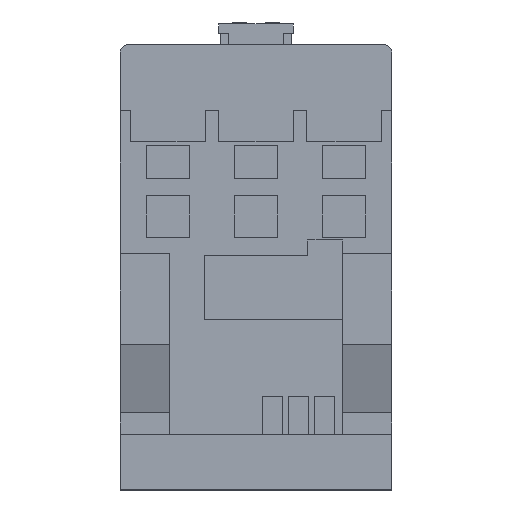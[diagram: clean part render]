
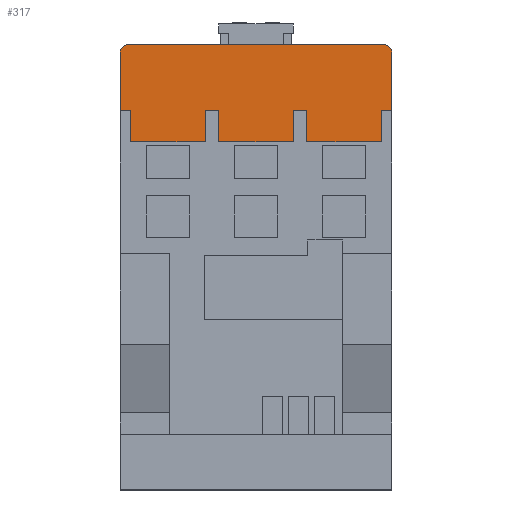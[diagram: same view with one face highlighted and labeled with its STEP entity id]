
A CAD part, front view. The second image highlights one B-rep face of the part: STEP entity #317.
In plain terms, the highlighted planar face has unit normal (0, -1, 0).
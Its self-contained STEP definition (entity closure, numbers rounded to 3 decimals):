
#157=CIRCLE('',#7190,2.);
#158=CIRCLE('',#7191,2.);
#317=ADVANCED_FACE('',(#1014),#684,.T.);
#684=PLANE('',#7192);
#1014=FACE_OUTER_BOUND('',#1416,.T.);
#1416=EDGE_LOOP('',(#2244,#2245,#2246,#2247,#2248,#2249,#2250,#2251,#2252,
#2253,#2254,#2255,#2256,#2257,#2258,#2259,#2260,#2261));
#2244=ORIENTED_EDGE('',*,*,#4407,.T.);
#2245=ORIENTED_EDGE('',*,*,#4772,.T.);
#2246=ORIENTED_EDGE('',*,*,#4439,.F.);
#2247=ORIENTED_EDGE('',*,*,#4773,.F.);
#2248=ORIENTED_EDGE('',*,*,#4774,.F.);
#2249=ORIENTED_EDGE('',*,*,#4775,.F.);
#2250=ORIENTED_EDGE('',*,*,#4776,.F.);
#2251=ORIENTED_EDGE('',*,*,#4777,.F.);
#2252=ORIENTED_EDGE('',*,*,#4778,.F.);
#2253=ORIENTED_EDGE('',*,*,#4779,.F.);
#2254=ORIENTED_EDGE('',*,*,#4780,.F.);
#2255=ORIENTED_EDGE('',*,*,#4781,.F.);
#2256=ORIENTED_EDGE('',*,*,#4782,.F.);
#2257=ORIENTED_EDGE('',*,*,#4783,.F.);
#2258=ORIENTED_EDGE('',*,*,#4784,.F.);
#2259=ORIENTED_EDGE('',*,*,#4785,.F.);
#2260=ORIENTED_EDGE('',*,*,#4471,.T.);
#2261=ORIENTED_EDGE('',*,*,#4786,.T.);
#3751=VERTEX_POINT('',#9426);
#3752=VERTEX_POINT('',#9428);
#3779=VERTEX_POINT('',#9488);
#3780=VERTEX_POINT('',#9489);
#3811=VERTEX_POINT('',#9552);
#3812=VERTEX_POINT('',#9554);
#4085=VERTEX_POINT('',#10147);
#4086=VERTEX_POINT('',#10149);
#4087=VERTEX_POINT('',#10151);
#4088=VERTEX_POINT('',#10153);
#4089=VERTEX_POINT('',#10155);
#4090=VERTEX_POINT('',#10157);
#4091=VERTEX_POINT('',#10159);
#4092=VERTEX_POINT('',#10161);
#4093=VERTEX_POINT('',#10163);
#4094=VERTEX_POINT('',#10165);
#4095=VERTEX_POINT('',#10167);
#4096=VERTEX_POINT('',#10169);
#4407=EDGE_CURVE('',#3752,#3751,#5370,.T.);
#4439=EDGE_CURVE('',#3779,#3780,#5396,.T.);
#4471=EDGE_CURVE('',#3812,#3811,#5428,.T.);
#4772=EDGE_CURVE('',#3751,#3780,#157,.T.);
#4773=EDGE_CURVE('',#4085,#3779,#5697,.T.);
#4774=EDGE_CURVE('',#4086,#4085,#5698,.T.);
#4775=EDGE_CURVE('',#4087,#4086,#5699,.T.);
#4776=EDGE_CURVE('',#4088,#4087,#5700,.T.);
#4777=EDGE_CURVE('',#4089,#4088,#5701,.T.);
#4778=EDGE_CURVE('',#4090,#4089,#5702,.T.);
#4779=EDGE_CURVE('',#4091,#4090,#5703,.T.);
#4780=EDGE_CURVE('',#4092,#4091,#5704,.T.);
#4781=EDGE_CURVE('',#4093,#4092,#5705,.T.);
#4782=EDGE_CURVE('',#4094,#4093,#5706,.T.);
#4783=EDGE_CURVE('',#4095,#4094,#5707,.T.);
#4784=EDGE_CURVE('',#4096,#4095,#5708,.T.);
#4785=EDGE_CURVE('',#3812,#4096,#5709,.T.);
#4786=EDGE_CURVE('',#3811,#3752,#158,.T.);
#5370=LINE('',#9427,#6275);
#5396=LINE('',#9487,#6301);
#5428=LINE('',#9553,#6333);
#5697=LINE('',#10146,#6602);
#5698=LINE('',#10148,#6603);
#5699=LINE('',#10150,#6604);
#5700=LINE('',#10152,#6605);
#5701=LINE('',#10154,#6606);
#5702=LINE('',#10156,#6607);
#5703=LINE('',#10158,#6608);
#5704=LINE('',#10160,#6609);
#5705=LINE('',#10162,#6610);
#5706=LINE('',#10164,#6611);
#5707=LINE('',#10166,#6612);
#5708=LINE('',#10168,#6613);
#5709=LINE('',#10170,#6614);
#6275=VECTOR('',#7628,1.);
#6301=VECTOR('',#7668,1.);
#6333=VECTOR('',#7702,1.);
#6602=VECTOR('',#8073,1.);
#6603=VECTOR('',#8074,1.);
#6604=VECTOR('',#8075,1.);
#6605=VECTOR('',#8076,1.);
#6606=VECTOR('',#8077,1.);
#6607=VECTOR('',#8078,1.);
#6608=VECTOR('',#8079,1.);
#6609=VECTOR('',#8080,1.);
#6610=VECTOR('',#8081,1.);
#6611=VECTOR('',#8082,1.);
#6612=VECTOR('',#8083,1.);
#6613=VECTOR('',#8084,1.);
#6614=VECTOR('',#8085,1.);
#7190=AXIS2_PLACEMENT_3D('',#10145,#8071,#8072);
#7191=AXIS2_PLACEMENT_3D('',#10171,#8086,#8087);
#7192=AXIS2_PLACEMENT_3D('',#10172,#8088,#8089);
#7628=DIRECTION('',(-1.,0.,0.));
#7668=DIRECTION('',(0.,0.,1.));
#7702=DIRECTION('',(0.,0.,1.));
#8071=DIRECTION('',(0.,-1.,0.));
#8072=DIRECTION('',(0.,0.,-1.));
#8073=DIRECTION('',(-1.,0.,0.));
#8074=DIRECTION('',(0.,0.,1.));
#8075=DIRECTION('',(-1.,0.,0.));
#8076=DIRECTION('',(0.,0.,-1.));
#8077=DIRECTION('',(-1.,0.,0.));
#8078=DIRECTION('',(0.,0.,1.));
#8079=DIRECTION('',(-1.,0.,0.));
#8080=DIRECTION('',(0.,0.,-1.));
#8081=DIRECTION('',(-1.,0.,0.));
#8082=DIRECTION('',(0.,0.,1.));
#8083=DIRECTION('',(-1.,0.,0.));
#8084=DIRECTION('',(0.,0.,-1.));
#8085=DIRECTION('',(-1.,0.,0.));
#8086=DIRECTION('',(0.,-1.,0.));
#8087=DIRECTION('',(0.,0.,-1.));
#8088=DIRECTION('',(0.,-1.,0.));
#8089=DIRECTION('',(0.,0.,-1.));
#9426=CARTESIAN_POINT('',(-33.8,-51.2,112.55));
#9427=CARTESIAN_POINT('',(35.8,-51.2,112.55));
#9428=CARTESIAN_POINT('',(33.8,-51.2,112.55));
#9487=CARTESIAN_POINT('',(-35.8,-51.2,96.4));
#9488=CARTESIAN_POINT('',(-35.8,-51.2,95.15));
#9489=CARTESIAN_POINT('',(-35.8,-51.2,110.55));
#9552=CARTESIAN_POINT('',(35.8,-51.2,110.55));
#9553=CARTESIAN_POINT('',(35.8,-51.2,96.4));
#9554=CARTESIAN_POINT('',(35.8,-51.2,95.15));
#10145=CARTESIAN_POINT('',(-33.8,-51.2,110.55));
#10146=CARTESIAN_POINT('',(-33.1,-51.2,95.15));
#10147=CARTESIAN_POINT('',(-33.1,-51.2,95.15));
#10148=CARTESIAN_POINT('',(-33.1,-51.2,86.95));
#10149=CARTESIAN_POINT('',(-33.1,-51.2,86.95));
#10150=CARTESIAN_POINT('',(-13.4,-51.2,86.95));
#10151=CARTESIAN_POINT('',(-13.4,-51.2,86.95));
#10152=CARTESIAN_POINT('',(-13.4,-51.2,95.15));
#10153=CARTESIAN_POINT('',(-13.4,-51.2,95.15));
#10154=CARTESIAN_POINT('',(-9.8,-51.2,95.15));
#10155=CARTESIAN_POINT('',(-9.8,-51.2,95.15));
#10156=CARTESIAN_POINT('',(-9.8,-51.2,86.95));
#10157=CARTESIAN_POINT('',(-9.8,-51.2,86.95));
#10158=CARTESIAN_POINT('',(9.8,-51.2,86.95));
#10159=CARTESIAN_POINT('',(9.8,-51.2,86.95));
#10160=CARTESIAN_POINT('',(9.8,-51.2,95.15));
#10161=CARTESIAN_POINT('',(9.8,-51.2,95.15));
#10162=CARTESIAN_POINT('',(13.4,-51.2,95.15));
#10163=CARTESIAN_POINT('',(13.4,-51.2,95.15));
#10164=CARTESIAN_POINT('',(13.4,-51.2,86.95));
#10165=CARTESIAN_POINT('',(13.4,-51.2,86.95));
#10166=CARTESIAN_POINT('',(33.1,-51.2,86.95));
#10167=CARTESIAN_POINT('',(33.1,-51.2,86.95));
#10168=CARTESIAN_POINT('',(33.1,-51.2,95.15));
#10169=CARTESIAN_POINT('',(33.1,-51.2,95.15));
#10170=CARTESIAN_POINT('',(35.8,-51.2,95.15));
#10171=CARTESIAN_POINT('',(33.8,-51.2,110.55));
#10172=CARTESIAN_POINT('',(35.8,-51.2,96.4));
